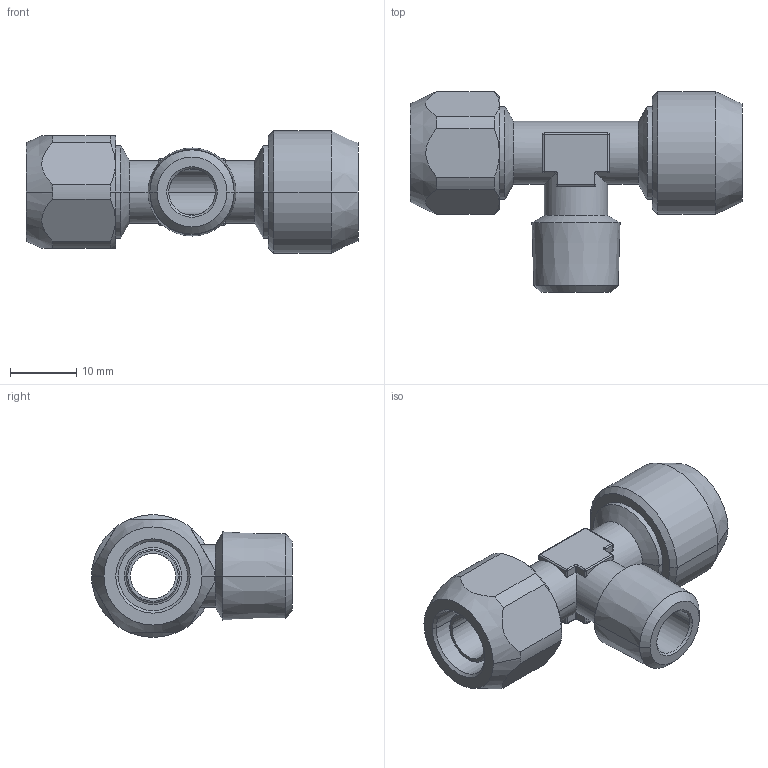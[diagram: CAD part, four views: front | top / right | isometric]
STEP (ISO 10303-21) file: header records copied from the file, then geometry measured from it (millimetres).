
FILE_DESCRIPTION(( 'CX.16.10.14.stp' ), '1');
FILE_NAME( 'CX.16.10.14.stp', '2018-09-04T16:08:33',( 'Sopra'),('sopra-pneumatic.com'), 'SwSTEP 2.0','SolidWorks 2009','' );
FILE_SCHEMA(('CONFIG_CONTROL_DESIGN'));
Length unit declared in the file: millimetre
Products named in the file (1): 361430B_141X4-10-8-1-4K
Bounding box: 50 x 30.25 x 18.5 mm (x, y, z)
Volume: 7233.6 mm3; surface area: 5725.8 mm2
Topology: 1 solids, 1 shells, 143 faces, 328 edges, 192 vertices
Faces by surface type: cylinder 60, plane 33, cone 26, sphere 12, torus 12
Entity records: 4204 total; most frequent: CARTESIAN_POINT 911, DIRECTION 724, ORIENTED_EDGE 656, EDGE_CURVE 328, AXIS2_PLACEMENT_3D 295, VERTEX_POINT 192, EDGE_LOOP 152, CIRCLE 152
